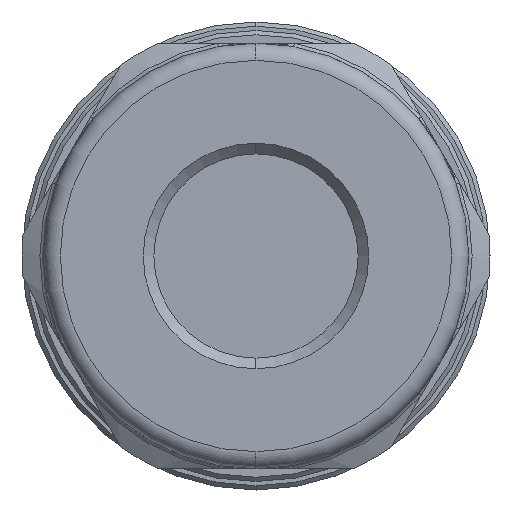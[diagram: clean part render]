
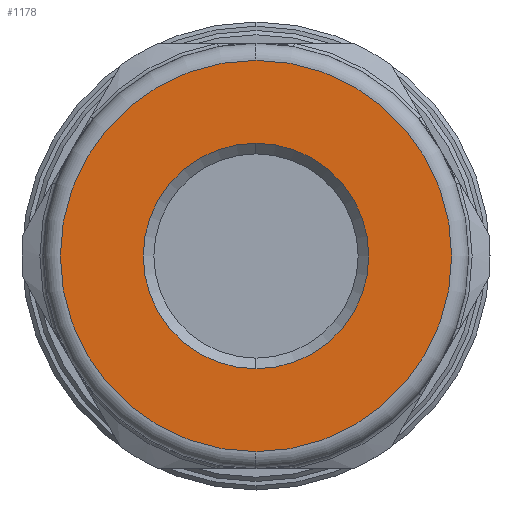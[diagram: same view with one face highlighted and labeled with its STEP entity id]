
A CAD part, left-side view. The second image highlights one B-rep face of the part: STEP entity #1178.
In plain terms, the highlighted planar face has unit normal (-1, 0, 0).
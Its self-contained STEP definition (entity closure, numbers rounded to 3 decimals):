
#684 = VERTEX_POINT ( 'NONE', #2951 ) ;
#686 = VERTEX_POINT ( 'NONE', #2950 ) ;
#816 = EDGE_CURVE ( 'NONE', #817, #684, #3151, .T. ) ;
#817 = VERTEX_POINT ( 'NONE', #3146 ) ;
#828 = VERTEX_POINT ( 'NONE', #3196 ) ;
#830 = EDGE_CURVE ( 'NONE', #686, #828, #3195, .T. ) ;
#1177 = EDGE_CURVE ( 'NONE', #828, #686, #3956, .T. ) ;
#1178 = ADVANCED_FACE ( 'NONE', ( #3947, #3946 ), #3945, .T. ) ;
#1179 = EDGE_LOOP ( 'NONE', ( #1180, #1181 ) ) ;
#1180 = ORIENTED_EDGE ( 'NONE', *, *, #816, .T. ) ;
#1181 = ORIENTED_EDGE ( 'NONE', *, *, #1182, .T. ) ;
#1182 = EDGE_CURVE ( 'NONE', #684, #817, #3939, .T. ) ;
#1183 = EDGE_LOOP ( 'NONE', ( #1184, #1185 ) ) ;
#1184 = ORIENTED_EDGE ( 'NONE', *, *, #830, .T. ) ;
#1185 = ORIENTED_EDGE ( 'NONE', *, *, #1177, .T. ) ;
#2950 = CARTESIAN_POINT ( 'NONE',  ( -44., 0., 13.25 ) ) ;
#2951 = CARTESIAN_POINT ( 'NONE',  ( -44., 0., -23. ) ) ;
#3146 = CARTESIAN_POINT ( 'NONE',  ( -44., 0., 23. ) ) ;
#3147 = DIRECTION ( 'NONE',  ( 0., 0., 1. ) ) ;
#3148 = DIRECTION ( 'NONE',  ( -1., 0., 0. ) ) ;
#3149 = CARTESIAN_POINT ( 'NONE',  ( -44., 0., 0. ) ) ;
#3150 = AXIS2_PLACEMENT_3D ( 'NONE', #3149, #3148, #3147 ) ;
#3151 = CIRCLE ( 'NONE', #3150, 23. ) ;
#3191 = DIRECTION ( 'NONE',  ( 0., 0., -1. ) ) ;
#3192 = DIRECTION ( 'NONE',  ( 1., 0., 0. ) ) ;
#3193 = CARTESIAN_POINT ( 'NONE',  ( -44., 0., 0. ) ) ;
#3194 = AXIS2_PLACEMENT_3D ( 'NONE', #3193, #3192, #3191 ) ;
#3195 = CIRCLE ( 'NONE', #3194, 13.25 ) ;
#3196 = CARTESIAN_POINT ( 'NONE',  ( -44., 0., -13.25 ) ) ;
#3936 = DIRECTION ( 'NONE',  ( 0., 0., 1. ) ) ;
#3937 = DIRECTION ( 'NONE',  ( -1., 0., 0. ) ) ;
#3938 = AXIS2_PLACEMENT_3D ( 'NONE', #3943, #3937, #3936 ) ;
#3939 = CIRCLE ( 'NONE', #3938, 23. ) ;
#3940 = DIRECTION ( 'NONE',  ( 0., 0., 1. ) ) ;
#3941 = DIRECTION ( 'NONE',  ( -1., 0., 0. ) ) ;
#3942 = AXIS2_PLACEMENT_3D ( 'NONE', #3944, #3941, #3940 ) ;
#3943 = CARTESIAN_POINT ( 'NONE',  ( -44., 0., 0. ) ) ;
#3944 = CARTESIAN_POINT ( 'NONE',  ( -44., 27.5, 0. ) ) ;
#3945 = PLANE ( 'NONE',  #3942 ) ;
#3946 = FACE_BOUND ( 'NONE', #1183, .T. ) ;
#3947 = FACE_OUTER_BOUND ( 'NONE', #1179, .T. ) ;
#3948 = DIRECTION ( 'NONE',  ( 0., 0., -1. ) ) ;
#3949 = DIRECTION ( 'NONE',  ( 1., 0., 0. ) ) ;
#3950 = CARTESIAN_POINT ( 'NONE',  ( -44., 0., 0. ) ) ;
#3951 = AXIS2_PLACEMENT_3D ( 'NONE', #3950, #3949, #3948 ) ;
#3956 = CIRCLE ( 'NONE', #3951, 13.25 ) ;
